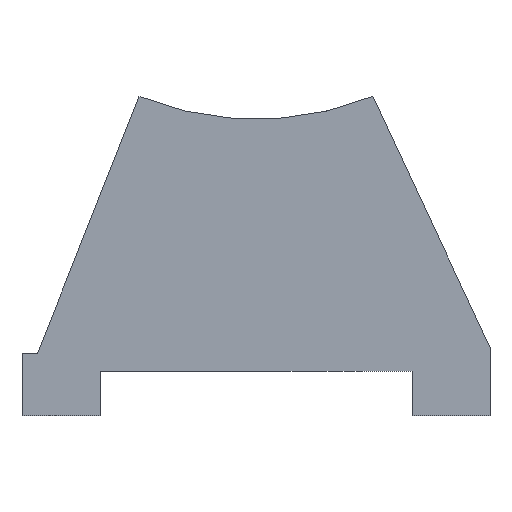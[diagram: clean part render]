
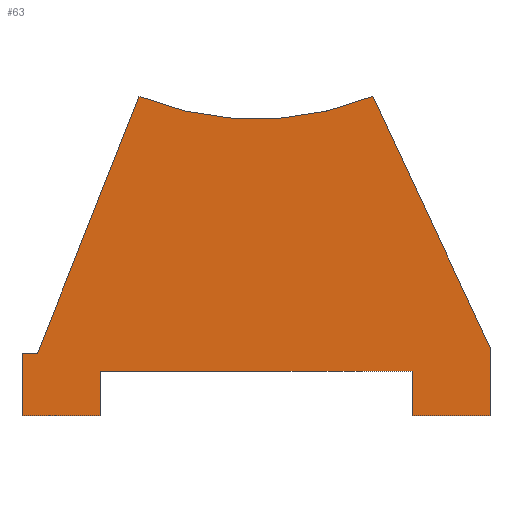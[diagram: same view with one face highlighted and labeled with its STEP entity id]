
A CAD part, front view. The second image highlights one B-rep face of the part: STEP entity #63.
In plain terms, the highlighted planar face has unit normal (0, -1, 0).
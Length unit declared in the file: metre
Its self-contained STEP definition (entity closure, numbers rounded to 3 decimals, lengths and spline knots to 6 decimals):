
#63 = ADVANCED_FACE( '', ( #142 ), #143, .F. );
#142 = FACE_OUTER_BOUND( '', #224, .T. );
#143 = PLANE( '', #225 );
#224 = EDGE_LOOP( '', ( #351, #352, #353, #354, #355, #356, #357, #358, #359, #360, #361 ) );
#225 = AXIS2_PLACEMENT_3D( '', #362, #363, #364 );
#351 = ORIENTED_EDGE( '', *, *, #472, .T. );
#352 = ORIENTED_EDGE( '', *, *, #473, .T. );
#353 = ORIENTED_EDGE( '', *, *, #467, .T. );
#354 = ORIENTED_EDGE( '', *, *, #444, .T. );
#355 = ORIENTED_EDGE( '', *, *, #448, .T. );
#356 = ORIENTED_EDGE( '', *, *, #474, .T. );
#357 = ORIENTED_EDGE( '', *, *, #438, .T. );
#358 = ORIENTED_EDGE( '', *, *, #434, .T. );
#359 = ORIENTED_EDGE( '', *, *, #457, .T. );
#360 = ORIENTED_EDGE( '', *, *, #475, .T. );
#361 = ORIENTED_EDGE( '', *, *, #451, .T. );
#362 = CARTESIAN_POINT( '', ( 0., 0., 0.039 ) );
#363 = DIRECTION( '', ( 0., 1., 0. ) );
#364 = DIRECTION( '', ( 0., 0., 1. ) );
#434 = EDGE_CURVE( '', #509, #510, #511, .T. );
#438 = EDGE_CURVE( '', #515, #509, #516, .T. );
#444 = EDGE_CURVE( '', #524, #525, #526, .T. );
#448 = EDGE_CURVE( '', #525, #530, #531, .T. );
#451 = EDGE_CURVE( '', #534, #535, #536, .T. );
#457 = EDGE_CURVE( '', #510, #544, #545, .T. );
#467 = EDGE_CURVE( '', #561, #524, #562, .T. );
#472 = EDGE_CURVE( '', #535, #569, #570, .T. );
#473 = EDGE_CURVE( '', #569, #561, #571, .T. );
#474 = EDGE_CURVE( '', #530, #515, #572, .T. );
#475 = EDGE_CURVE( '', #544, #534, #573, .T. );
#509 = VERTEX_POINT( '', #617 );
#510 = VERTEX_POINT( '', #618 );
#511 = LINE( '', #619, #620 );
#515 = VERTEX_POINT( '', #626 );
#516 = LINE( '', #627, #628 );
#524 = VERTEX_POINT( '', #725 );
#525 = VERTEX_POINT( '', #726 );
#526 = LINE( '', #727, #728 );
#530 = VERTEX_POINT( '', #734 );
#531 = LINE( '', #735, #736 );
#534 = VERTEX_POINT( '', #740 );
#535 = VERTEX_POINT( '', #741 );
#536 = LINE( '', #742, #743 );
#544 = VERTEX_POINT( '', #753 );
#545 = LINE( '', #754, #755 );
#561 = VERTEX_POINT( '', #1036 );
#562 = CIRCLE( '', #1037, 0.02 );
#569 = VERTEX_POINT( '', #1221 );
#570 = LINE( '', #1222, #1223 );
#571 = LINE( '', #1224, #1225 );
#572 = LINE( '', #1226, #1227 );
#573 = LINE( '', #1228, #1229 );
#617 = CARTESIAN_POINT( '', ( -0.01, 0., 0. ) );
#618 = CARTESIAN_POINT( '', ( -0.01, 0., 0.002857 ) );
#619 = CARTESIAN_POINT( '', ( -0.01, 0., 0. ) );
#620 = VECTOR( '', #1253, 1. );
#626 = CARTESIAN_POINT( '', ( -0.015, 0., 0. ) );
#627 = CARTESIAN_POINT( '', ( -0.015, 0., 0. ) );
#628 = VECTOR( '', #1256, 1. );
#725 = CARTESIAN_POINT( '', ( -0.0075, 0., 0.02046 ) );
#726 = CARTESIAN_POINT( '', ( -0.014, 0., 0.004 ) );
#727 = CARTESIAN_POINT( '', ( -0.014, 0., 0.004 ) );
#728 = VECTOR( '', #1261, 1. );
#734 = CARTESIAN_POINT( '', ( -0.015, 0., 0.004 ) );
#735 = CARTESIAN_POINT( '', ( -0.015, 0., 0.004 ) );
#736 = VECTOR( '', #1264, 1. );
#740 = CARTESIAN_POINT( '', ( 0.01, 0., 0. ) );
#741 = CARTESIAN_POINT( '', ( 0.015, 0., 0. ) );
#742 = CARTESIAN_POINT( '', ( 0.015, 0., 0. ) );
#743 = VECTOR( '', #1266, 1. );
#753 = CARTESIAN_POINT( '', ( 0.01, 0., 0.002857 ) );
#754 = CARTESIAN_POINT( '', ( -0.01, 0., 0.002857 ) );
#755 = VECTOR( '', #1275, 1. );
#1036 = CARTESIAN_POINT( '', ( 0.0075, 0., 0.02046 ) );
#1037 = AXIS2_PLACEMENT_3D( '', #1286, #1287, #1288 );
#1221 = CARTESIAN_POINT( '', ( 0.015, 0., 0.004376 ) );
#1222 = CARTESIAN_POINT( '', ( 0.015, 0., 0.004376 ) );
#1223 = VECTOR( '', #1290, 1. );
#1224 = CARTESIAN_POINT( '', ( 0.015, 0., 0.004376 ) );
#1225 = VECTOR( '', #1291, 1. );
#1226 = CARTESIAN_POINT( '', ( -0.015, 0., 0. ) );
#1227 = VECTOR( '', #1292, 1. );
#1228 = CARTESIAN_POINT( '', ( 0.01, 0., 0.002857 ) );
#1229 = VECTOR( '', #1293, 1. );
#1253 = DIRECTION( '', ( 0., 0., 1. ) );
#1256 = DIRECTION( '', ( 1., 0., 0. ) );
#1261 = DIRECTION( '', ( -0.367, 0., -0.93 ) );
#1264 = DIRECTION( '', ( -1., 0., 0. ) );
#1266 = DIRECTION( '', ( 1., 0., 0. ) );
#1275 = DIRECTION( '', ( 1., 0., 0. ) );
#1286 = CARTESIAN_POINT( '', ( 0., 0., 0.039 ) );
#1287 = DIRECTION( '', ( 0., 1., 0. ) );
#1288 = DIRECTION( '', ( 1., 0., 0. ) );
#1290 = DIRECTION( '', ( 0., 0., 1. ) );
#1291 = DIRECTION( '', ( -0.423, 0., 0.906 ) );
#1292 = DIRECTION( '', ( 0., 0., -1. ) );
#1293 = DIRECTION( '', ( 0., 0., -1. ) );
